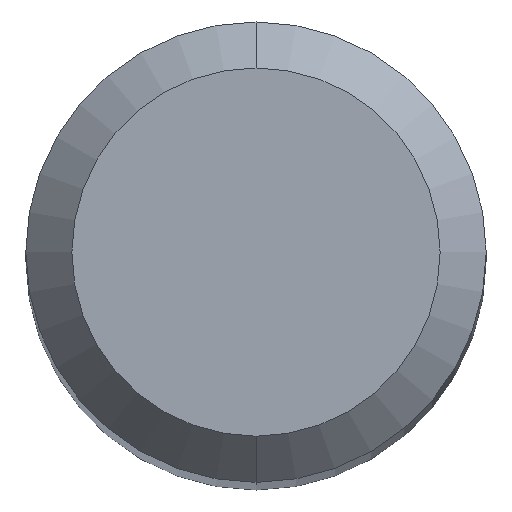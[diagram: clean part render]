
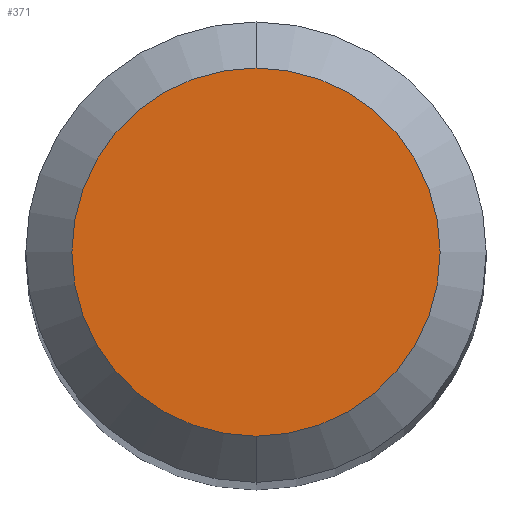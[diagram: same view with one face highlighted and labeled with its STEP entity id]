
A CAD part, top view. The second image highlights one B-rep face of the part: STEP entity #371.
In plain terms, the highlighted planar face has unit normal (0, 0, 1).
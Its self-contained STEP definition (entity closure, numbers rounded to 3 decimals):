
#213=EDGE_CURVE('',#313,#389,#522,.T.);
#313=VERTEX_POINT('',#634);
#371=ADVANCED_FACE('',(#699),#700,.T.);
#389=VERTEX_POINT('',#719);
#391=EDGE_CURVE('',#389,#313,#721,.T.);
#522=CIRCLE('',#898,1.2);
#634=CARTESIAN_POINT('',(0.,-1.2,0.0));
#699=FACE_OUTER_BOUND('',#1241,.T.);
#700=PLANE('',#1242);
#719=CARTESIAN_POINT('',(0.0,1.2,0.0));
#721=CIRCLE('',#1280,1.2);
#898=AXIS2_PLACEMENT_3D('',#1487,#1488,#1489);
#1241=EDGE_LOOP('',(#1711,#1712));
#1242=AXIS2_PLACEMENT_3D('',#1713,#1714,#1715);
#1280=AXIS2_PLACEMENT_3D('',#1732,#1733,#1734);
#1487=CARTESIAN_POINT('',(0.0,0.0,0.0));
#1488=DIRECTION('',(0.0,0.0,-1.0));
#1489=DIRECTION('',(0.0,1.0,0.0));
#1711=ORIENTED_EDGE('',*,*,#391,.F.);
#1712=ORIENTED_EDGE('',*,*,#213,.F.);
#1713=CARTESIAN_POINT('',(0.0,0.6,0.0));
#1714=DIRECTION('',(-0.0,0.0,1.0));
#1715=DIRECTION('',(0.0,-1.0,0.0));
#1732=CARTESIAN_POINT('',(0.0,0.0,0.0));
#1733=DIRECTION('',(0.0,0.0,-1.0));
#1734=DIRECTION('',(0.0,1.0,0.0));
